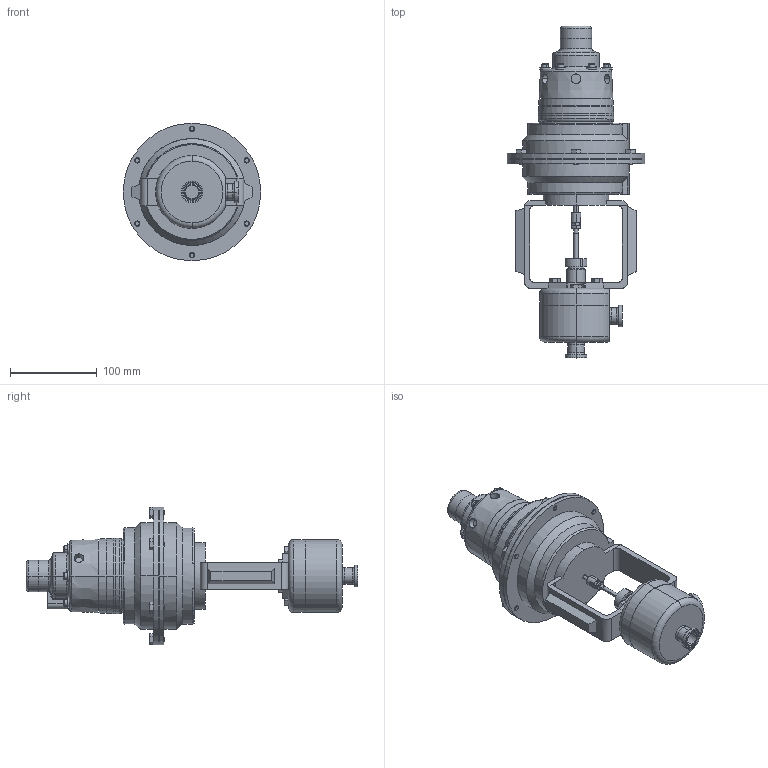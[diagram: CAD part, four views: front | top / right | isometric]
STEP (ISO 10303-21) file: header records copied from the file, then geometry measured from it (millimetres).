
FILE_DESCRIPTION (( 'STEP AP203' ), '1' );
FILE_NAME ('978TP-075-LF-JD-14M.STEP', '2017-06-20T18:20:47', ( '' ), ( '' ), 'SwSTEP 2.0', 'SolidWorks 2014', '' );
FILE_SCHEMA (( 'CONFIG_CONTROL_DESIGN' ));
Length unit declared in the file: inch
Products named in the file (2): 978TP-075-LF-JD-14M
Bounding box: 158.75 x 383.25 x 158.9 mm (x, y, z)
Volume: 1943138 mm3; surface area: 179242.5 mm2
Topology: 1 solids, 1 shells, 760 faces, 1856 edges, 1126 vertices
Faces by surface type: plane 357, cone 167, cylinder 152, torus 55, bspline 29
Entity records: 27539 total; most frequent: CARTESIAN_POINT 9753, DIRECTION 3709, ORIENTED_EDGE 3688, EDGE_CURVE 1844, AXIS2_PLACEMENT_3D 1442, VERTEX_POINT 1126, EDGE_LOOP 828, LINE 825
